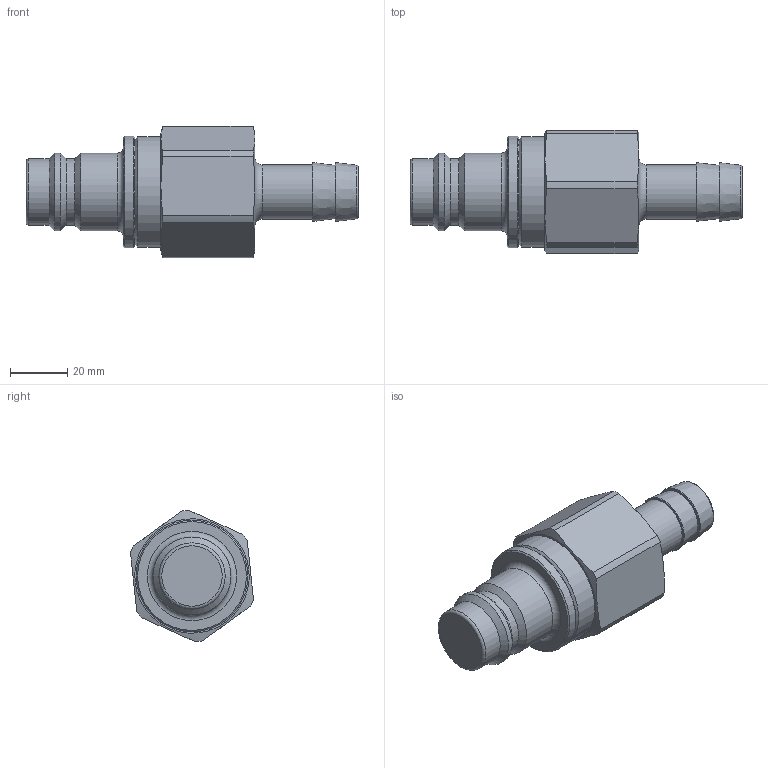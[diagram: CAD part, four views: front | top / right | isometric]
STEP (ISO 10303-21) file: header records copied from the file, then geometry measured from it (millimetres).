
FILE_DESCRIPTION((''),'2;1');
FILE_NAME('39sbtf19mpn.stp','2014-03-21T07:28:10',('AS035480'),(''),'Autodesk Inventor 2013','Autodesk Inventor 2013','');
FILE_SCHEMA(('AUTOMOTIVE_DESIGN { 1 0 10303 214 1 1 1 1 }'));
Length unit declared in the file: millimetre
Products named in the file (1): D109663
Bounding box: 116 x 42.95 x 45.89 mm (x, y, z)
Volume: 91249.8 mm3; surface area: 14242.6 mm2
Topology: 1 solids, 2 shells, 51 faces, 105 edges, 63 vertices
Faces by surface type: cone 16, plane 15, cylinder 14, torus 6
Full cylindrical faces by diameter (mm): 19 x1, 23.15 x2, 27.2 x2, 33.682 x1, 38.8 x1, 39 x1
Entity records: 1269 total; most frequent: CARTESIAN_POINT 228, DIRECTION 214, ORIENTED_EDGE 158, AXIS2_PLACEMENT_3D 101, EDGE_LOOP 82, EDGE_CURVE 79, VERTEX_POINT 61, FACE_OUTER_BOUND 51
